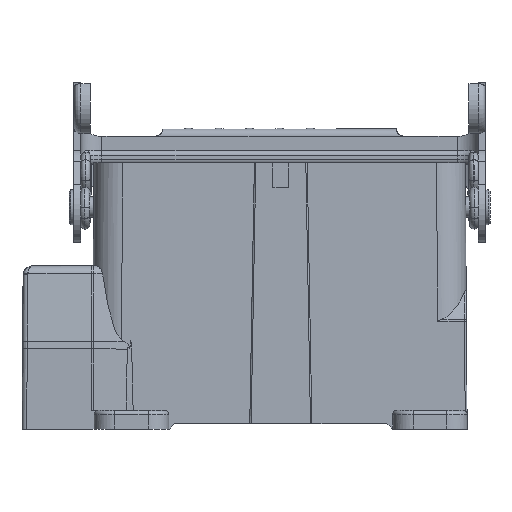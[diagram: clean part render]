
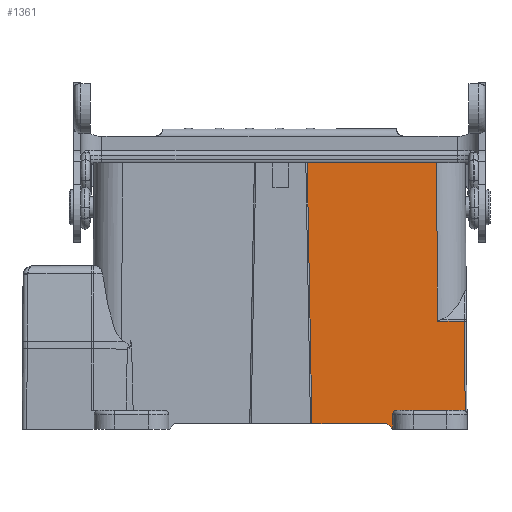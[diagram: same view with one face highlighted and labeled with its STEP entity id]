
A CAD part, left-side view. The second image highlights one B-rep face of the part: STEP entity #1361.
In plain terms, the highlighted planar face has unit normal (-1, 0, 0.007).
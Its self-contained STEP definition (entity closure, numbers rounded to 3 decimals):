
#1002=PLANE('',#14615);
#1361=ADVANCED_FACE('',(#2486),#1002,.T.);
#2486=FACE_OUTER_BOUND('',#3255,.T.);
#3255=EDGE_LOOP('',(#6726,#6727,#6728,#6729,#6730,#6731,#6732,#6733,#6734,
#6735,#6736,#6737));
#4259=ELLIPSE('',#14613,0.9,0.9);
#4260=ELLIPSE('',#14614,0.9,0.9);
#4486=LINE('',#20332,#5512);
#4497=LINE('',#20363,#5523);
#4507=LINE('',#20398,#5533);
#4508=LINE('',#20400,#5534);
#4509=LINE('',#20402,#5535);
#4510=LINE('',#20403,#5536);
#4511=LINE('',#20404,#5537);
#4512=LINE('',#20406,#5538);
#4513=LINE('',#20408,#5539);
#4514=LINE('',#20412,#5540);
#5512=VECTOR('',#16215,1.);
#5523=VECTOR('',#16240,1.);
#5533=VECTOR('',#16268,1.);
#5534=VECTOR('',#16269,1.);
#5535=VECTOR('',#16270,1.);
#5536=VECTOR('',#16271,1.);
#5537=VECTOR('',#16272,1.);
#5538=VECTOR('',#16273,1.);
#5539=VECTOR('',#16274,1.);
#5540=VECTOR('',#16277,1.);
#6726=ORIENTED_EDGE('',*,*,#12155,.T.);
#6727=ORIENTED_EDGE('',*,*,#12156,.T.);
#6728=ORIENTED_EDGE('',*,*,#12157,.T.);
#6729=ORIENTED_EDGE('',*,*,#12158,.F.);
#6730=ORIENTED_EDGE('',*,*,#12138,.T.);
#6731=ORIENTED_EDGE('',*,*,#12159,.T.);
#6732=ORIENTED_EDGE('',*,*,#12122,.F.);
#6733=ORIENTED_EDGE('',*,*,#12160,.T.);
#6734=ORIENTED_EDGE('',*,*,#12161,.F.);
#6735=ORIENTED_EDGE('',*,*,#12162,.F.);
#6736=ORIENTED_EDGE('',*,*,#12163,.T.);
#6737=ORIENTED_EDGE('',*,*,#12164,.F.);
#10734=VERTEX_POINT('',#20318);
#10740=VERTEX_POINT('',#20331);
#10753=VERTEX_POINT('',#20362);
#10754=VERTEX_POINT('',#20364);
#10768=VERTEX_POINT('',#20396);
#10769=VERTEX_POINT('',#20397);
#10770=VERTEX_POINT('',#20399);
#10771=VERTEX_POINT('',#20401);
#10772=VERTEX_POINT('',#20405);
#10773=VERTEX_POINT('',#20407);
#10774=VERTEX_POINT('',#20409);
#10775=VERTEX_POINT('',#20411);
#12122=EDGE_CURVE('',#10740,#10734,#4486,.T.);
#12138=EDGE_CURVE('',#10754,#10753,#4497,.T.);
#12155=EDGE_CURVE('',#10768,#10769,#4259,.T.);
#12156=EDGE_CURVE('',#10769,#10770,#4507,.T.);
#12157=EDGE_CURVE('',#10770,#10771,#4508,.T.);
#12158=EDGE_CURVE('',#10754,#10771,#4509,.T.);
#12159=EDGE_CURVE('',#10753,#10734,#4510,.T.);
#12160=EDGE_CURVE('',#10740,#10772,#4511,.T.);
#12161=EDGE_CURVE('',#10773,#10772,#4512,.T.);
#12162=EDGE_CURVE('',#10774,#10773,#4513,.T.);
#12163=EDGE_CURVE('',#10774,#10775,#4260,.T.);
#12164=EDGE_CURVE('',#10768,#10775,#4514,.T.);
#14613=AXIS2_PLACEMENT_3D('',#20395,#16266,#16267);
#14614=AXIS2_PLACEMENT_3D('',#20410,#16275,#16276);
#14615=AXIS2_PLACEMENT_3D('',#20413,#16278,#16279);
#16215=DIRECTION('',(0.,1.,0.));
#16240=DIRECTION('',(0.,1.,0.));
#16266=DIRECTION('',(1.,0.,-0.007));
#16267=DIRECTION('',(-0.007,0.,-1.));
#16268=DIRECTION('',(0.007,0.007,1.));
#16269=DIRECTION('',(0.,1.,0.));
#16270=DIRECTION('',(-0.007,-0.007,-1.));
#16271=DIRECTION('',(-0.007,-0.018,-1.));
#16272=DIRECTION('',(-0.005,-0.723,-0.69));
#16273=DIRECTION('',(0.,1.,0.));
#16274=DIRECTION('',(-0.007,0.007,-1.));
#16275=DIRECTION('',(1.,0.,-0.007));
#16276=DIRECTION('',(0.007,0.,1.));
#16277=DIRECTION('',(0.,1.,0.));
#16278=DIRECTION('',(-1.,0.,0.007));
#16279=DIRECTION('',(-0.007,0.,-1.));
#20318=CARTESIAN_POINT('',(-15.024,-7.273,-30.95));
#20331=CARTESIAN_POINT('',(-15.024,-23.31,-30.95));
#20332=CARTESIAN_POINT('',(-15.024,33.325,-30.95));
#20362=CARTESIAN_POINT('',(-14.626,-6.277,24.85));
#20363=CARTESIAN_POINT('',(-14.626,33.325,24.85));
#20364=CARTESIAN_POINT('',(-14.626,-33.932,24.85));
#20395=CARTESIAN_POINT('',(-15.01,-39.558,-29.));
#20396=CARTESIAN_POINT('',(-15.003,-39.558,-28.1));
#20397=CARTESIAN_POINT('',(-15.004,-40.053,-28.248));
#20398=CARTESIAN_POINT('',(-14.827,-39.879,-3.416));
#20399=CARTESIAN_POINT('',(-14.867,-39.918,-8.981));
#20400=CARTESIAN_POINT('',(-14.867,2.75,-8.981));
#20401=CARTESIAN_POINT('',(-14.867,-34.168,-8.981));
#20402=CARTESIAN_POINT('',(-14.746,-34.05,7.984));
#20403=CARTESIAN_POINT('',(-14.624,-6.272,25.11));
#20404=CARTESIAN_POINT('',(-14.741,18.245,8.717));
#20405=CARTESIAN_POINT('',(-15.032,-24.515,-32.1));
#20406=CARTESIAN_POINT('',(-15.032,2.75,-32.1));
#20407=CARTESIAN_POINT('',(-15.032,-24.576,-32.1));
#20408=CARTESIAN_POINT('',(-15.033,-24.575,-32.269));
#20409=CARTESIAN_POINT('',(-15.01,-24.597,-28.994));
#20410=CARTESIAN_POINT('',(-15.01,-25.497,-29.));
#20411=CARTESIAN_POINT('',(-15.003,-25.497,-28.1));
#20412=CARTESIAN_POINT('',(-15.003,-35.475,-28.1));
#20413=CARTESIAN_POINT('',(-14.625,2.75,24.949));
